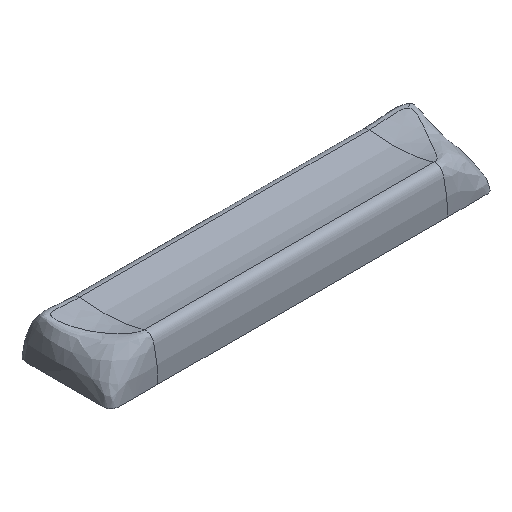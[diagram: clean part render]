
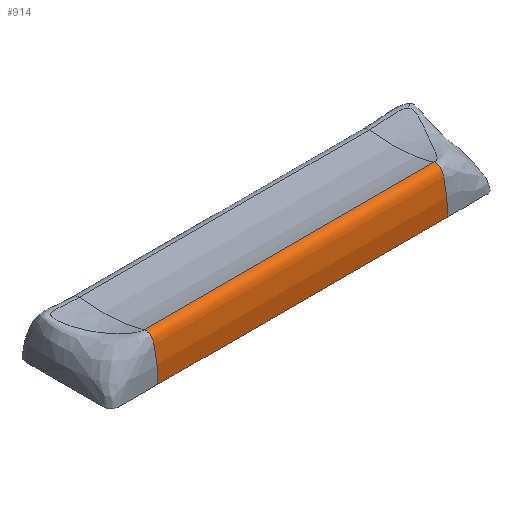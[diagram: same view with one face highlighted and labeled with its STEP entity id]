
A CAD part, isometric view. The second image highlights one B-rep face of the part: STEP entity #914.
In plain terms, the highlighted free-form (B-spline) face has degree [3, 1] with [16, 2] control points.
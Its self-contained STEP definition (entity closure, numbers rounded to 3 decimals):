
#21=B_SPLINE_CURVE_WITH_KNOTS('',3,(#2124,#2125,#2126,#2127,#2128,#2129,
#2130,#2131,#2132,#2133,#2134,#2135,#2136,#2137,#2138,#2139),
 .UNSPECIFIED.,.F.,.F.,(4,2,2,2,2,2,2,4),(-1.228,-1.116,
-0.982,-0.877,-0.77,-0.599,
-0.311,0.),.UNSPECIFIED.);
#37=B_SPLINE_CURVE_WITH_KNOTS('',3,(#5274,#5275,#5276,#5277,#5278,#5279,
#5280,#5281,#5282,#5283,#5284,#5285,#5286,#5287,#5288,#5289),
 .UNSPECIFIED.,.F.,.F.,(4,2,2,2,2,2,2,4),(-1.228,-1.116,
-0.982,-0.877,-0.77,-0.599,
-0.311,0.),.UNSPECIFIED.);
#46=B_SPLINE_SURFACE_WITH_KNOTS('',3,1,((#5367,#5368),(#5369,#5370),(#5371,
#5372),(#5373,#5374),(#5375,#5376),(#5377,#5378),(#5379,#5380),(#5381,#5382),
(#5383,#5384),(#5385,#5386),(#5387,#5388),(#5389,#5390),(#5391,#5392),(#5393,
#5394),(#5395,#5396),(#5397,#5398)),.UNSPECIFIED.,.F.,.F.,.F.,(4,2,2,2,
2,2,2,4),(2,2),(-1.228,-1.116,-0.982,-0.877,
-0.77,-0.599,-0.311,0.),(0.,5.7),
 .UNSPECIFIED.);
#133=FACE_OUTER_BOUND('',#190,.T.);
#190=EDGE_LOOP('',(#830,#831,#832,#833));
#287=LINE('',#5366,#365);
#288=LINE('',#5399,#366);
#365=VECTOR('',#1227,10.);
#366=VECTOR('',#1228,10.);
#426=VERTEX_POINT('',#2122);
#427=VERTEX_POINT('',#2123);
#439=VERTEX_POINT('',#4845);
#446=VERTEX_POINT('',#5273);
#542=EDGE_CURVE('',#426,#427,#21,.T.);
#565=EDGE_CURVE('',#439,#446,#37,.T.);
#576=EDGE_CURVE('',#446,#427,#287,.T.);
#577=EDGE_CURVE('',#439,#426,#288,.T.);
#830=ORIENTED_EDGE('',*,*,#565,.T.);
#831=ORIENTED_EDGE('',*,*,#576,.T.);
#832=ORIENTED_EDGE('',*,*,#542,.F.);
#833=ORIENTED_EDGE('',*,*,#577,.F.);
#914=ADVANCED_FACE('',(#133),#46,.T.);
#1227=DIRECTION('',(1.,0.,0.));
#1228=DIRECTION('',(1.,0.,0.));
#2122=CARTESIAN_POINT('',(28.5,-6.497,7.984));
#2123=CARTESIAN_POINT('',(28.5,-9.198,0.));
#2124=CARTESIAN_POINT('Ctrl Pts',(28.5,-6.497,7.984));
#2125=CARTESIAN_POINT('Ctrl Pts',(28.5,-6.647,7.993));
#2126=CARTESIAN_POINT('Ctrl Pts',(28.5,-6.796,7.994));
#2127=CARTESIAN_POINT('Ctrl Pts',(28.5,-7.122,7.965));
#2128=CARTESIAN_POINT('Ctrl Pts',(28.5,-7.299,7.93));
#2129=CARTESIAN_POINT('Ctrl Pts',(28.5,-7.594,7.81));
#2130=CARTESIAN_POINT('Ctrl Pts',(28.5,-7.714,7.738));
#2131=CARTESIAN_POINT('Ctrl Pts',(28.5,-7.923,7.549));
#2132=CARTESIAN_POINT('Ctrl Pts',(28.5,-8.039,7.408));
#2133=CARTESIAN_POINT('Ctrl Pts',(28.5,-8.339,6.814));
#2134=CARTESIAN_POINT('Ctrl Pts',(28.5,-8.467,6.333));
#2135=CARTESIAN_POINT('Ctrl Pts',(28.5,-8.792,4.912));
#2136=CARTESIAN_POINT('Ctrl Pts',(28.5,-8.953,3.976));
#2137=CARTESIAN_POINT('Ctrl Pts',(28.5,-9.147,2.072));
#2138=CARTESIAN_POINT('Ctrl Pts',(28.5,-9.176,1.038));
#2139=CARTESIAN_POINT('Ctrl Pts',(28.5,-9.198,0.));
#4845=CARTESIAN_POINT('',(-28.5,-6.497,7.984));
#5273=CARTESIAN_POINT('',(-28.5,-9.198,0.));
#5274=CARTESIAN_POINT('Ctrl Pts',(-28.5,-6.497,7.984));
#5275=CARTESIAN_POINT('Ctrl Pts',(-28.5,-6.647,7.993));
#5276=CARTESIAN_POINT('Ctrl Pts',(-28.5,-6.796,7.994));
#5277=CARTESIAN_POINT('Ctrl Pts',(-28.5,-7.122,7.965));
#5278=CARTESIAN_POINT('Ctrl Pts',(-28.5,-7.299,7.93));
#5279=CARTESIAN_POINT('Ctrl Pts',(-28.5,-7.594,7.81));
#5280=CARTESIAN_POINT('Ctrl Pts',(-28.5,-7.714,7.738));
#5281=CARTESIAN_POINT('Ctrl Pts',(-28.5,-7.923,7.549));
#5282=CARTESIAN_POINT('Ctrl Pts',(-28.5,-8.039,7.408));
#5283=CARTESIAN_POINT('Ctrl Pts',(-28.5,-8.339,6.814));
#5284=CARTESIAN_POINT('Ctrl Pts',(-28.5,-8.467,6.333));
#5285=CARTESIAN_POINT('Ctrl Pts',(-28.5,-8.792,4.912));
#5286=CARTESIAN_POINT('Ctrl Pts',(-28.5,-8.953,3.976));
#5287=CARTESIAN_POINT('Ctrl Pts',(-28.5,-9.147,2.072));
#5288=CARTESIAN_POINT('Ctrl Pts',(-28.5,-9.176,1.038));
#5289=CARTESIAN_POINT('Ctrl Pts',(-28.5,-9.198,0.));
#5366=CARTESIAN_POINT('',(-28.5,-9.198,0.));
#5367=CARTESIAN_POINT('Ctrl Pts',(-28.5,-6.497,7.984));
#5368=CARTESIAN_POINT('Ctrl Pts',(28.5,-6.497,7.984));
#5369=CARTESIAN_POINT('Ctrl Pts',(-28.5,-6.647,7.993));
#5370=CARTESIAN_POINT('Ctrl Pts',(28.5,-6.647,7.993));
#5371=CARTESIAN_POINT('Ctrl Pts',(-28.5,-6.796,7.994));
#5372=CARTESIAN_POINT('Ctrl Pts',(28.5,-6.796,7.994));
#5373=CARTESIAN_POINT('Ctrl Pts',(-28.5,-7.122,7.965));
#5374=CARTESIAN_POINT('Ctrl Pts',(28.5,-7.122,7.965));
#5375=CARTESIAN_POINT('Ctrl Pts',(-28.5,-7.299,7.93));
#5376=CARTESIAN_POINT('Ctrl Pts',(28.5,-7.299,7.93));
#5377=CARTESIAN_POINT('Ctrl Pts',(-28.5,-7.594,7.81));
#5378=CARTESIAN_POINT('Ctrl Pts',(28.5,-7.594,7.81));
#5379=CARTESIAN_POINT('Ctrl Pts',(-28.5,-7.714,7.738));
#5380=CARTESIAN_POINT('Ctrl Pts',(28.5,-7.714,7.738));
#5381=CARTESIAN_POINT('Ctrl Pts',(-28.5,-7.923,7.549));
#5382=CARTESIAN_POINT('Ctrl Pts',(28.5,-7.923,7.549));
#5383=CARTESIAN_POINT('Ctrl Pts',(-28.5,-8.039,7.408));
#5384=CARTESIAN_POINT('Ctrl Pts',(28.5,-8.039,7.408));
#5385=CARTESIAN_POINT('Ctrl Pts',(-28.5,-8.339,6.814));
#5386=CARTESIAN_POINT('Ctrl Pts',(28.5,-8.339,6.814));
#5387=CARTESIAN_POINT('Ctrl Pts',(-28.5,-8.467,6.333));
#5388=CARTESIAN_POINT('Ctrl Pts',(28.5,-8.467,6.333));
#5389=CARTESIAN_POINT('Ctrl Pts',(-28.5,-8.792,4.912));
#5390=CARTESIAN_POINT('Ctrl Pts',(28.5,-8.792,4.912));
#5391=CARTESIAN_POINT('Ctrl Pts',(-28.5,-8.953,3.976));
#5392=CARTESIAN_POINT('Ctrl Pts',(28.5,-8.953,3.976));
#5393=CARTESIAN_POINT('Ctrl Pts',(-28.5,-9.147,2.072));
#5394=CARTESIAN_POINT('Ctrl Pts',(28.5,-9.147,2.072));
#5395=CARTESIAN_POINT('Ctrl Pts',(-28.5,-9.176,1.038));
#5396=CARTESIAN_POINT('Ctrl Pts',(28.5,-9.176,1.038));
#5397=CARTESIAN_POINT('Ctrl Pts',(-28.5,-9.198,0.));
#5398=CARTESIAN_POINT('Ctrl Pts',(28.5,-9.198,0.));
#5399=CARTESIAN_POINT('',(-28.5,-6.497,7.984));
